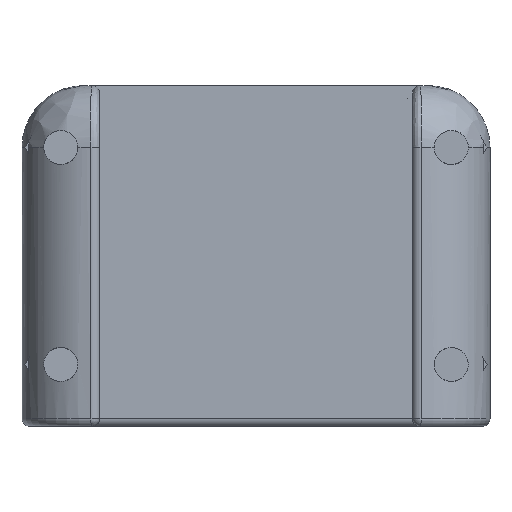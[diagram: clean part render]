
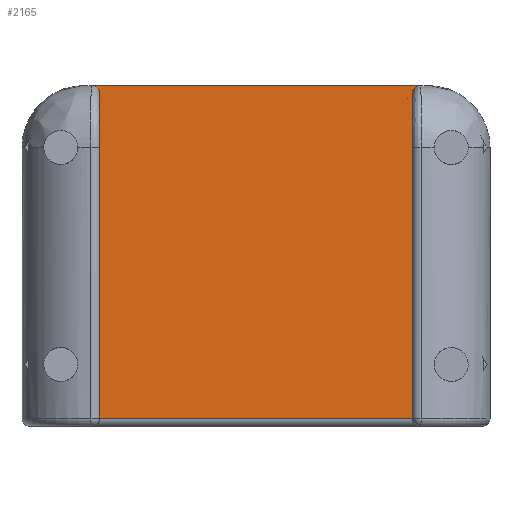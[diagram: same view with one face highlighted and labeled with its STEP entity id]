
A CAD part, left-side view. The second image highlights one B-rep face of the part: STEP entity #2165.
In plain terms, the highlighted planar face has unit normal (-1, 0, 0).
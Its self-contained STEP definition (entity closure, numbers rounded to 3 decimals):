
#94=PLANE('',#2347);
#187=FACE_OUTER_BOUND('',#321,.T.);
#321=EDGE_LOOP('',(#1631,#1632,#1633,#1634,#1635,#1636));
#487=LINE('',#3325,#678);
#506=LINE('',#3570,#697);
#521=LINE('',#3598,#712);
#522=LINE('',#3599,#713);
#678=VECTOR('',#2637,10.);
#697=VECTOR('',#2752,10.);
#712=VECTOR('',#2769,10.);
#713=VECTOR('',#2770,10.);
#844=CIRCLE('',#2314,0.5);
#861=CIRCLE('',#2340,0.5);
#990=VERTEX_POINT('',#3322);
#991=VERTEX_POINT('',#3324);
#1002=VERTEX_POINT('',#3399);
#1003=VERTEX_POINT('',#3400);
#1020=VERTEX_POINT('',#3509);
#1021=VERTEX_POINT('',#3510);
#1204=EDGE_CURVE('',#990,#991,#487,.T.);
#1222=EDGE_CURVE('',#1002,#1003,#844,.F.);
#1251=EDGE_CURVE('',#1020,#1021,#861,.F.);
#1262=EDGE_CURVE('',#991,#1002,#506,.T.);
#1277=EDGE_CURVE('',#990,#1021,#521,.T.);
#1278=EDGE_CURVE('',#1003,#1020,#522,.T.);
#1631=ORIENTED_EDGE('',*,*,#1204,.F.);
#1632=ORIENTED_EDGE('',*,*,#1277,.T.);
#1633=ORIENTED_EDGE('',*,*,#1251,.F.);
#1634=ORIENTED_EDGE('',*,*,#1278,.F.);
#1635=ORIENTED_EDGE('',*,*,#1222,.F.);
#1636=ORIENTED_EDGE('',*,*,#1262,.F.);
#2165=ADVANCED_FACE('',(#187),#94,.T.);
#2314=AXIS2_PLACEMENT_3D('',#3401,#2674,#2675);
#2340=AXIS2_PLACEMENT_3D('',#3511,#2736,#2737);
#2347=AXIS2_PLACEMENT_3D('',#3597,#2767,#2768);
#2637=DIRECTION('',(0.,1.,0.));
#2674=DIRECTION('center_axis',(1.,0.,0.));
#2675=DIRECTION('ref_axis',(0.,-0.707,0.707));
#2736=DIRECTION('center_axis',(1.,0.,0.));
#2737=DIRECTION('ref_axis',(0.,0.707,0.707));
#2752=DIRECTION('',(0.,0.,1.));
#2767=DIRECTION('center_axis',(-1.,0.,0.));
#2768=DIRECTION('ref_axis',(0.,-1.,0.));
#2769=DIRECTION('',(0.,0.,1.));
#2770=DIRECTION('',(0.,-1.,0.));
#3322=CARTESIAN_POINT('',(24.5,-25.2,0.5));
#3324=CARTESIAN_POINT('',(24.5,-5.,0.5));
#3325=CARTESIAN_POINT('',(24.5,-10.05,0.5));
#3399=CARTESIAN_POINT('',(24.5,-5.,21.5));
#3400=CARTESIAN_POINT('',(24.5,-4.5,22.));
#3401=CARTESIAN_POINT('Origin',(24.5,-4.5,21.5));
#3509=CARTESIAN_POINT('',(24.5,-25.7,22.));
#3510=CARTESIAN_POINT('',(24.5,-25.2,21.5));
#3511=CARTESIAN_POINT('Origin',(24.5,-25.7,21.5));
#3570=CARTESIAN_POINT('',(24.5,-5.,0.));
#3597=CARTESIAN_POINT('Origin',(24.5,-5.,0.));
#3598=CARTESIAN_POINT('',(24.5,-25.2,0.));
#3599=CARTESIAN_POINT('',(24.5,-25.2,22.));
